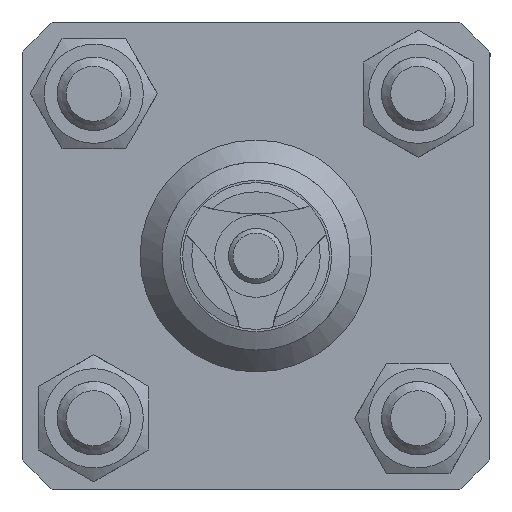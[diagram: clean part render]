
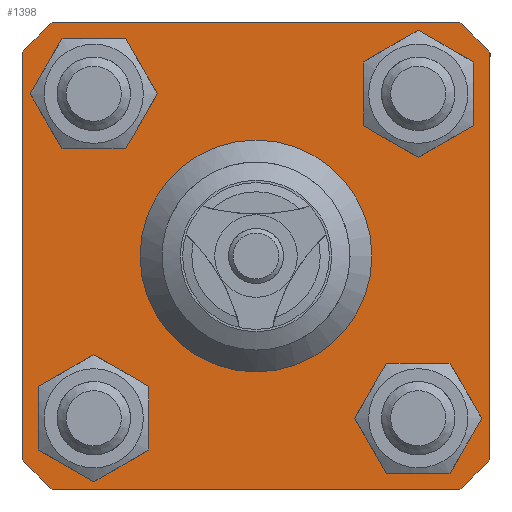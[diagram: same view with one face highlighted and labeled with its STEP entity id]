
A CAD part, left-side view. The second image highlights one B-rep face of the part: STEP entity #1398.
In plain terms, the highlighted planar face has unit normal (-1, 0, 0).
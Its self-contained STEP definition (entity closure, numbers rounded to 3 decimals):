
#1136=CARTESIAN_POINT('',(0.0,-44.218,-51.));
#1137=VERTEX_POINT('',#1136);
#1144=CARTESIAN_POINT('',(0.,44.218,-51.));
#1145=VERTEX_POINT('',#1144);
#1146=CARTESIAN_POINT('',(0.,44.218,-51.));
#1147=DIRECTION('',(0.0,-1.0,0.0));
#1148=VECTOR('',#1147,88.436);
#1149=LINE('',#1146,#1148);
#1150=EDGE_CURVE('',#1145,#1137,#1149,.T.);
#1167=CARTESIAN_POINT('',(0.,-51.0,-44.218));
#1168=VERTEX_POINT('',#1167);
#1175=CARTESIAN_POINT('',(0.,0.0,0.0));
#1176=DIRECTION('',(1.0,0.0,0.0));
#1177=DIRECTION('',(0.0,1.0,0.0));
#1178=AXIS2_PLACEMENT_3D('',#1175,#1176,#1177);
#1179=CIRCLE('',#1178,67.5);
#1180=EDGE_CURVE('',#1168,#1137,#1179,.T.);
#1192=CARTESIAN_POINT('',(0.,-51.0,44.218));
#1193=VERTEX_POINT('',#1192);
#1200=CARTESIAN_POINT('',(0.,-51.,-44.218));
#1201=DIRECTION('',(0.0,0.0,1.0));
#1202=VECTOR('',#1201,88.436);
#1203=LINE('',#1200,#1202);
#1204=EDGE_CURVE('',#1168,#1193,#1203,.T.);
#1216=CARTESIAN_POINT('',(0.,-44.218,51.0));
#1217=VERTEX_POINT('',#1216);
#1224=CARTESIAN_POINT('',(0.,0.0,0.0));
#1225=DIRECTION('',(1.0,0.0,0.0));
#1226=DIRECTION('',(0.0,1.0,0.0));
#1227=AXIS2_PLACEMENT_3D('',#1224,#1225,#1226);
#1228=CIRCLE('',#1227,67.5);
#1229=EDGE_CURVE('',#1217,#1193,#1228,.T.);
#1243=CARTESIAN_POINT('',(0.,44.355,-35.355));
#1244=VERTEX_POINT('',#1243);
#1245=CARTESIAN_POINT('',(0.,35.355,-35.355));
#1246=DIRECTION('',(1.0,0.0,0.0));
#1247=DIRECTION('',(0.0,1.0,0.0));
#1248=AXIS2_PLACEMENT_3D('',#1245,#1246,#1247);
#1249=CIRCLE('',#1248,9.0);
#1250=EDGE_CURVE('',#1244,#1244,#1249,.T.);
#1263=CARTESIAN_POINT('',(0.,-35.355,-44.355));
#1264=VERTEX_POINT('',#1263);
#1265=CARTESIAN_POINT('',(0.,-35.355,-35.355));
#1266=DIRECTION('',(1.0,0.0,0.0));
#1267=DIRECTION('',(0.0,0.0,-1.0));
#1268=AXIS2_PLACEMENT_3D('',#1265,#1266,#1267);
#1269=CIRCLE('',#1268,9.0);
#1270=EDGE_CURVE('',#1264,#1264,#1269,.T.);
#1283=CARTESIAN_POINT('',(0.,-44.355,35.355));
#1284=VERTEX_POINT('',#1283);
#1285=CARTESIAN_POINT('',(0.,-35.355,35.355));
#1286=DIRECTION('',(1.0,0.0,0.0));
#1287=DIRECTION('',(0.0,-1.0,0.0));
#1288=AXIS2_PLACEMENT_3D('',#1285,#1286,#1287);
#1289=CIRCLE('',#1288,9.0);
#1290=EDGE_CURVE('',#1284,#1284,#1289,.T.);
#1303=CARTESIAN_POINT('',(0.,35.355,44.355));
#1304=VERTEX_POINT('',#1303);
#1305=CARTESIAN_POINT('',(0.,35.355,35.355));
#1306=DIRECTION('',(1.0,0.0,0.0));
#1307=DIRECTION('',(0.0,0.0,1.0));
#1308=AXIS2_PLACEMENT_3D('',#1305,#1306,#1307);
#1309=CIRCLE('',#1308,9.0);
#1310=EDGE_CURVE('',#1304,#1304,#1309,.T.);
#1321=CARTESIAN_POINT('',(0.,44.218,51.0));
#1322=VERTEX_POINT('',#1321);
#1329=CARTESIAN_POINT('',(0.,-44.218,51.));
#1330=DIRECTION('',(0.0,1.0,0.0));
#1331=VECTOR('',#1330,88.436);
#1332=LINE('',#1329,#1331);
#1333=EDGE_CURVE('',#1217,#1322,#1332,.T.);
#1339=CARTESIAN_POINT('',(0.,46.384,0.));
#1340=DIRECTION('',(-1.0,0.0,0.0));
#1341=DIRECTION('',(0.0,0.0,1.0));
#1342=AXIS2_PLACEMENT_3D('',#1339,#1340,#1341);
#1343=PLANE('',#1342);
#1344=ORIENTED_EDGE('',*,*,#1150,.T.);
#1345=ORIENTED_EDGE('',*,*,#1180,.F.);
#1346=ORIENTED_EDGE('',*,*,#1204,.T.);
#1347=ORIENTED_EDGE('',*,*,#1229,.F.);
#1348=ORIENTED_EDGE('',*,*,#1333,.T.);
#1349=CARTESIAN_POINT('',(0.,51.0,44.218));
#1350=VERTEX_POINT('',#1349);
#1351=CARTESIAN_POINT('',(0.,0.0,0.0));
#1352=DIRECTION('',(1.0,0.0,0.0));
#1353=DIRECTION('',(0.0,1.0,0.0));
#1354=AXIS2_PLACEMENT_3D('',#1351,#1352,#1353);
#1355=CIRCLE('',#1354,67.5);
#1356=EDGE_CURVE('',#1350,#1322,#1355,.T.);
#1357=ORIENTED_EDGE('',*,*,#1356,.F.);
#1358=CARTESIAN_POINT('',(0.0,51.0,-44.218));
#1359=VERTEX_POINT('',#1358);
#1360=CARTESIAN_POINT('',(0.,51.0,44.218));
#1361=DIRECTION('',(0.0,0.0,-1.0));
#1362=VECTOR('',#1361,88.436);
#1363=LINE('',#1360,#1362);
#1364=EDGE_CURVE('',#1350,#1359,#1363,.T.);
#1365=ORIENTED_EDGE('',*,*,#1364,.T.);
#1366=CARTESIAN_POINT('',(0.,0.0,0.0));
#1367=DIRECTION('',(1.0,0.0,0.0));
#1368=DIRECTION('',(0.0,1.0,0.0));
#1369=AXIS2_PLACEMENT_3D('',#1366,#1367,#1368);
#1370=CIRCLE('',#1369,67.5);
#1371=EDGE_CURVE('',#1145,#1359,#1370,.T.);
#1372=ORIENTED_EDGE('',*,*,#1371,.F.);
#1373=EDGE_LOOP('',(#1344,#1345,#1346,#1347,#1348,#1357,#1365,#1372));
#1374=FACE_OUTER_BOUND('',#1373,.T.);
#1375=ORIENTED_EDGE('',*,*,#1250,.T.);
#1376=EDGE_LOOP('',(#1375));
#1377=FACE_BOUND('',#1376,.T.);
#1378=ORIENTED_EDGE('',*,*,#1270,.T.);
#1379=EDGE_LOOP('',(#1378));
#1380=FACE_BOUND('',#1379,.T.);
#1381=ORIENTED_EDGE('',*,*,#1290,.T.);
#1382=EDGE_LOOP('',(#1381));
#1383=FACE_BOUND('',#1382,.T.);
#1384=ORIENTED_EDGE('',*,*,#1310,.T.);
#1385=EDGE_LOOP('',(#1384));
#1386=FACE_BOUND('',#1385,.T.);
#1387=CARTESIAN_POINT('',(0.,25.267,0.0));
#1388=VERTEX_POINT('',#1387);
#1389=CARTESIAN_POINT('',(0.,0.,0.0));
#1390=DIRECTION('',(1.0,0.0,0.0));
#1391=DIRECTION('',(0.0,1.0,0.0));
#1392=AXIS2_PLACEMENT_3D('',#1389,#1390,#1391);
#1393=CIRCLE('',#1392,25.267);
#1394=EDGE_CURVE('',#1388,#1388,#1393,.T.);
#1395=ORIENTED_EDGE('',*,*,#1394,.T.);
#1396=EDGE_LOOP('',(#1395));
#1397=FACE_BOUND('',#1396,.T.);
#1398=ADVANCED_FACE('',(#1374,#1377,#1380,#1383,#1386,#1397),#1343,.T.);
